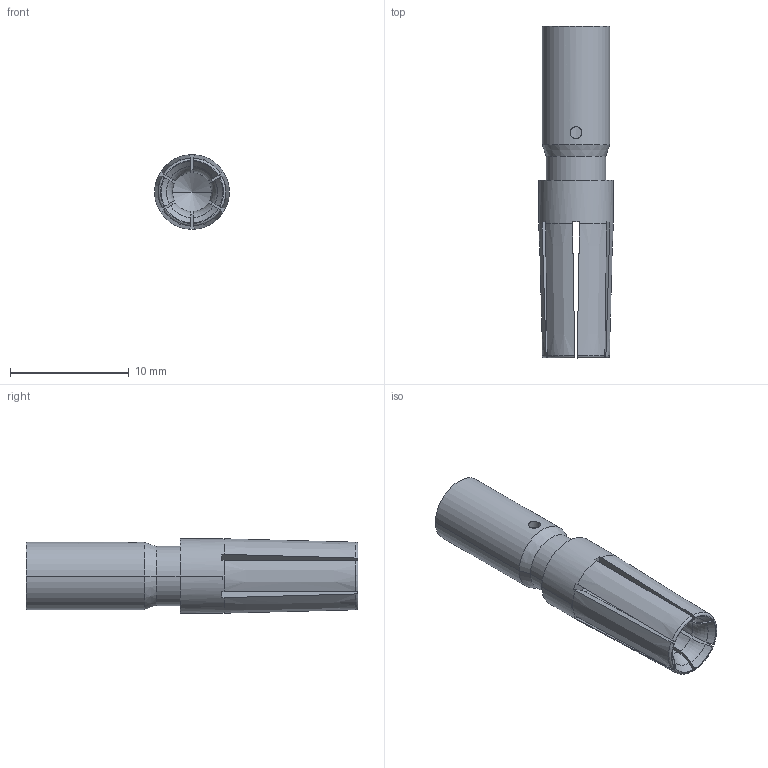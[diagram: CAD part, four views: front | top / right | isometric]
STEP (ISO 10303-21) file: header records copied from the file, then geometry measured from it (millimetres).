
FILE_DESCRIPTION((''),'2;1');
FILE_NAME('3D_1010242201401_M40-AFC75G-10','2017-07-14T',('zm.lin'),(''),'PRO/ENGINEER BY PARAMETRIC TECHNOLOGY CORPORATION, 2012480','PRO/ENGINEER BY PARAMETRIC TECHNOLOGY CORPORATION, 2012480','');
FILE_SCHEMA(('CONFIG_CONTROL_DESIGN'));
Length unit declared in the file: millimetre
Products named in the file (1): 3D_1010242201401_M40-AFC75G-10
Bounding box: 6.3 x 28 x 6.3 mm (x, y, z)
Volume: 403.2 mm3; surface area: 982.7 mm2
Topology: 1 solids, 1 shells, 76 faces, 252 edges, 176 vertices
Faces by surface type: cone 26, plane 26, cylinder 12, torus 12
Entity records: 4046 total; most frequent: CARTESIAN_POINT 961, ORIENTED_EDGE 496, DIRECTION 400, PRESENTATION_STYLE_ASSIGNMENT 249, STYLED_ITEM 249, CURVE_STYLE 248, EDGE_CURVE 248, COLOUR_RGB 177
